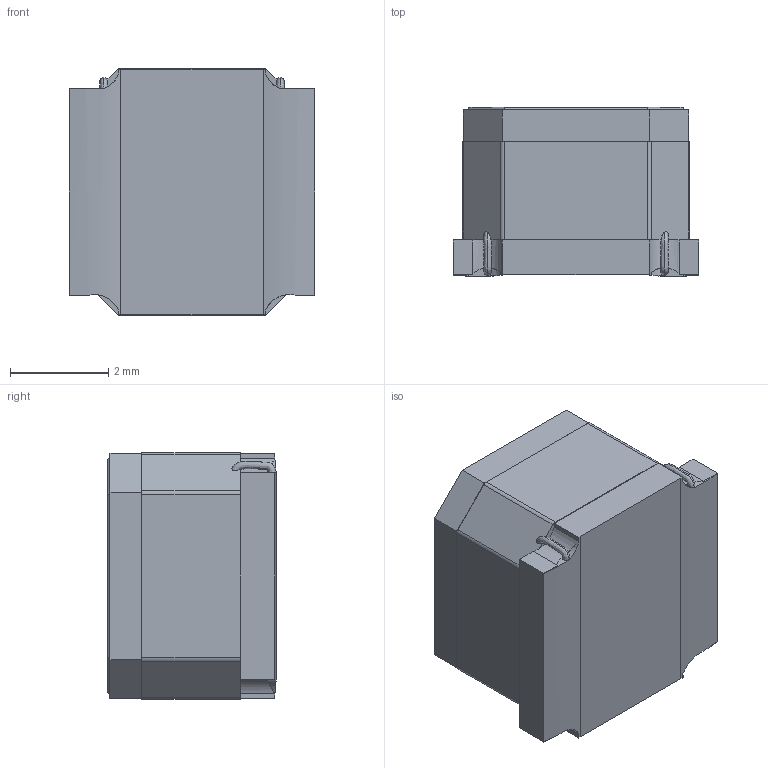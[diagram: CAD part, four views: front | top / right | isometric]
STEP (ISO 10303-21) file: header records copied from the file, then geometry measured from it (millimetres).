
FILE_DESCRIPTION (( 'STEP AP214' ), '1' );
FILE_NAME ('SRN5040-100M.STEP', '2022-11-24T07:17:38', ( '' ), ( '' ), 'SwSTEP 2.0', 'SolidWorks 2022', '' );
FILE_SCHEMA (( 'AUTOMOTIVE_DESIGN' ));
Length unit declared in the file: inch
Products named in the file (2): SRN5040-100M
Assembly tree (1 placements, depth 2):
  SRN5040-100M
    SRN5040-100M
Bounding box: 5 x 3.44 x 5.02 mm (x, y, z)
Volume: 75.4 mm3; surface area: 138.3 mm2
Topology: 1 solids, 2 shells, 138 faces, 382 edges, 250 vertices
Faces by surface type: plane 79, cylinder 38, bspline 21
Entity records: 7776 total; most frequent: CARTESIAN_POINT 3289, ORIENTED_EDGE 764, DIRECTION 518, EDGE_CURVE 382, VERTEX_POINT 250, LINE 224, VECTOR 224, AXIS2_PLACEMENT_3D 147
